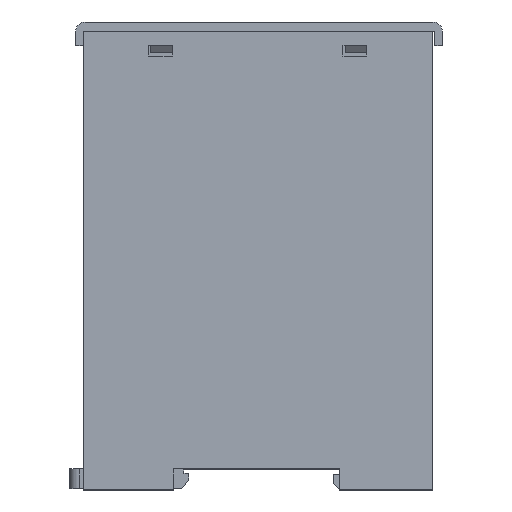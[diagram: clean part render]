
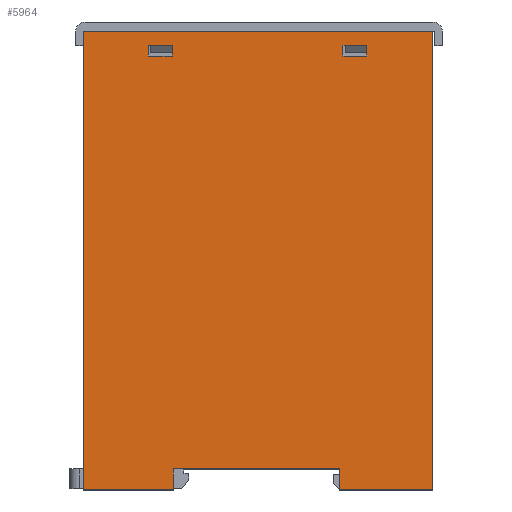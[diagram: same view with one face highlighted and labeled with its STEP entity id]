
A CAD part, top view. The second image highlights one B-rep face of the part: STEP entity #5964.
In plain terms, the highlighted face is planar.
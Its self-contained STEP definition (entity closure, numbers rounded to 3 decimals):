
#66 = LINE ( 'NONE', #8080, #11100 ) ;
#193 = VECTOR ( 'NONE', #9087, 1000. ) ;
#318 = CARTESIAN_POINT ( 'NONE',  ( -41.6, 13., 18.4 ) ) ;
#454 = VECTOR ( 'NONE', #4824, 1000. ) ;
#560 = FACE_OUTER_BOUND ( 'NONE', #11241, .T. ) ;
#681 = CARTESIAN_POINT ( 'NONE',  ( 51.4, 13., 18.2 ) ) ;
#727 = CARTESIAN_POINT ( 'NONE',  ( -46.9, 13., 37.5 ) ) ;
#943 = VECTOR ( 'NONE', #4129, 1000. ) ;
#1009 = ORIENTED_EDGE ( 'NONE', *, *, #11272, .T. ) ;
#1057 = VERTEX_POINT ( 'NONE', #5340 ) ;
#1129 = VECTOR ( 'NONE', #3001, 1000. ) ;
#1294 = LINE ( 'NONE', #1996, #6169 ) ;
#1464 = VECTOR ( 'NONE', #7786, 1000. ) ;
#1513 = ORIENTED_EDGE ( 'NONE', *, *, #9763, .T. ) ;
#1644 = CARTESIAN_POINT ( 'NONE',  ( 51.4, 13., -17.5 ) ) ;
#1726 = DIRECTION ( 'NONE',  ( 0., 0., 1. ) ) ;
#1756 = CARTESIAN_POINT ( 'NONE',  ( 51.4, 13., 37.5 ) ) ;
#1818 = ORIENTED_EDGE ( 'NONE', *, *, #7629, .T. ) ;
#1826 = DIRECTION ( 'NONE',  ( 0., 0., -1. ) ) ;
#1848 = VECTOR ( 'NONE', #4495, 1000. ) ;
#1850 = DIRECTION ( 'NONE',  ( 0., 0., 1. ) ) ;
#1857 = LINE ( 'NONE', #8046, #5248 ) ;
#1865 = EDGE_LOOP ( 'NONE', ( #5873, #6961, #10076, #8078 ) ) ;
#1996 = CARTESIAN_POINT ( 'NONE',  ( 0., 13., -23.3 ) ) ;
#2005 = EDGE_CURVE ( 'NONE', #3649, #11254, #11611, .T. ) ;
#2018 = VECTOR ( 'NONE', #1726, 1000. ) ;
#2060 = EDGE_CURVE ( 'NONE', #6763, #8764, #3380, .T. ) ;
#2175 = VECTOR ( 'NONE', #1850, 1000. ) ;
#2186 = CARTESIAN_POINT ( 'NONE',  ( -41.6, 13., 0. ) ) ;
#2229 = VERTEX_POINT ( 'NONE', #3527 ) ;
#2261 = EDGE_LOOP ( 'NONE', ( #1818, #5376, #11343, #1009 ) ) ;
#2343 = CARTESIAN_POINT ( 'NONE',  ( -46.9, 13., -37.5 ) ) ;
#2625 = VECTOR ( 'NONE', #10735, 1000. ) ;
#2630 = DIRECTION ( 'NONE',  ( 1., 0., 0. ) ) ;
#2661 = EDGE_CURVE ( 'NONE', #3259, #3169, #1857, .T. ) ;
#3001 = DIRECTION ( 'NONE',  ( 0., 0., -1. ) ) ;
#3169 = VERTEX_POINT ( 'NONE', #318 ) ;
#3259 = VERTEX_POINT ( 'NONE', #10847 ) ;
#3274 = CARTESIAN_POINT ( 'NONE',  ( -41.6, 13., -18.2 ) ) ;
#3380 = LINE ( 'NONE', #4324, #7309 ) ;
#3415 = VERTEX_POINT ( 'NONE', #8932 ) ;
#3477 = CARTESIAN_POINT ( 'NONE',  ( -46.9, 13., 37.5 ) ) ;
#3527 = CARTESIAN_POINT ( 'NONE',  ( -46.9, 13., -37.5 ) ) ;
#3604 = CARTESIAN_POINT ( 'NONE',  ( -43.9, 13., 23.5 ) ) ;
#3649 = VERTEX_POINT ( 'NONE', #3274 ) ;
#4129 = DIRECTION ( 'NONE',  ( 0., 0., 1. ) ) ;
#4157 = DIRECTION ( 'NONE',  ( 0., -1., 0. ) ) ;
#4173 = EDGE_CURVE ( 'NONE', #2229, #6155, #7022, .T. ) ;
#4176 = LINE ( 'NONE', #2343, #454 ) ;
#4190 = LINE ( 'NONE', #2186, #943 ) ;
#4294 = AXIS2_PLACEMENT_3D ( 'NONE', #11109, #4157, #10338 ) ;
#4324 = CARTESIAN_POINT ( 'NONE',  ( 51.4, 13., 18.2 ) ) ;
#4371 = DIRECTION ( 'NONE',  ( 1., 0., 0. ) ) ;
#4396 = CARTESIAN_POINT ( 'NONE',  ( -41.6, 13., 0. ) ) ;
#4428 = VERTEX_POINT ( 'NONE', #3604 ) ;
#4495 = DIRECTION ( 'NONE',  ( -1., 0., 0. ) ) ;
#4524 = EDGE_CURVE ( 'NONE', #11254, #10351, #66, .T. ) ;
#4593 = ORIENTED_EDGE ( 'NONE', *, *, #8394, .T. ) ;
#4824 = DIRECTION ( 'NONE',  ( -1., 0., 0. ) ) ;
#4864 = PLANE ( 'NONE',  #4294 ) ;
#5024 = EDGE_CURVE ( 'NONE', #10351, #1057, #1294, .T. ) ;
#5199 = CARTESIAN_POINT ( 'NONE',  ( 51.4, 13., 37.5 ) ) ;
#5248 = VECTOR ( 'NONE', #2630, 1000. ) ;
#5312 = EDGE_CURVE ( 'NONE', #7069, #10245, #10488, .T. ) ;
#5340 = CARTESIAN_POINT ( 'NONE',  ( -41.6, 13., -23.3 ) ) ;
#5376 = ORIENTED_EDGE ( 'NONE', *, *, #9277, .T. ) ;
#5409 = ORIENTED_EDGE ( 'NONE', *, *, #8499, .T. ) ;
#5795 = LINE ( 'NONE', #10222, #8728 ) ;
#5799 = FACE_BOUND ( 'NONE', #2261, .T. ) ;
#5815 = ORIENTED_EDGE ( 'NONE', *, *, #2060, .T. ) ;
#5844 = VECTOR ( 'NONE', #4371, 1000. ) ;
#5873 = ORIENTED_EDGE ( 'NONE', *, *, #2005, .T. ) ;
#5964 = ADVANCED_FACE ( 'NONE', ( #6811, #5799, #560 ), #4864, .F. ) ;
#6091 = EDGE_CURVE ( 'NONE', #6763, #9083, #11500, .T. ) ;
#6155 = VERTEX_POINT ( 'NONE', #727 ) ;
#6169 = VECTOR ( 'NONE', #9426, 1000. ) ;
#6247 = LINE ( 'NONE', #10659, #6605 ) ;
#6356 = LINE ( 'NONE', #9079, #5844 ) ;
#6523 = ORIENTED_EDGE ( 'NONE', *, *, #5312, .F. ) ;
#6605 = VECTOR ( 'NONE', #1826, 1000. ) ;
#6763 = VERTEX_POINT ( 'NONE', #681 ) ;
#6796 = ORIENTED_EDGE ( 'NONE', *, *, #9842, .F. ) ;
#6811 = FACE_BOUND ( 'NONE', #1865, .T. ) ;
#6961 = ORIENTED_EDGE ( 'NONE', *, *, #4524, .T. ) ;
#7022 = LINE ( 'NONE', #3477, #2625 ) ;
#7069 = VERTEX_POINT ( 'NONE', #9125 ) ;
#7095 = CARTESIAN_POINT ( 'NONE',  ( -43.9, 13., -18.2 ) ) ;
#7200 = DIRECTION ( 'NONE',  ( 0., 0., -1. ) ) ;
#7309 = VECTOR ( 'NONE', #11444, 1000. ) ;
#7461 = CARTESIAN_POINT ( 'NONE',  ( 46.9, 13., 18.2 ) ) ;
#7476 = EDGE_CURVE ( 'NONE', #1057, #3649, #4190, .T. ) ;
#7505 = CARTESIAN_POINT ( 'NONE',  ( 0., 13., 23.5 ) ) ;
#7629 = EDGE_CURVE ( 'NONE', #3415, #4428, #8327, .T. ) ;
#7786 = DIRECTION ( 'NONE',  ( -1., 0., 0. ) ) ;
#8046 = CARTESIAN_POINT ( 'NONE',  ( 0., 13., 18.4 ) ) ;
#8078 = ORIENTED_EDGE ( 'NONE', *, *, #7476, .T. ) ;
#8080 = CARTESIAN_POINT ( 'NONE',  ( -43.9, 13., 0. ) ) ;
#8327 = LINE ( 'NONE', #7505, #193 ) ;
#8394 = EDGE_CURVE ( 'NONE', #6155, #9083, #6356, .T. ) ;
#8499 = EDGE_CURVE ( 'NONE', #8764, #10245, #6247, .T. ) ;
#8571 = DIRECTION ( 'NONE',  ( 0., 0., 1. ) ) ;
#8728 = VECTOR ( 'NONE', #8571, 1000. ) ;
#8764 = VERTEX_POINT ( 'NONE', #7461 ) ;
#8922 = ORIENTED_EDGE ( 'NONE', *, *, #6091, .F. ) ;
#8932 = CARTESIAN_POINT ( 'NONE',  ( -41.6, 13., 23.5 ) ) ;
#9079 = CARTESIAN_POINT ( 'NONE',  ( -46.9, 13., 37.5 ) ) ;
#9083 = VERTEX_POINT ( 'NONE', #1756 ) ;
#9087 = DIRECTION ( 'NONE',  ( -1., 0., 0. ) ) ;
#9125 = CARTESIAN_POINT ( 'NONE',  ( 51.4, 13., -17.5 ) ) ;
#9144 = CARTESIAN_POINT ( 'NONE',  ( 51.4, 13., -37.5 ) ) ;
#9277 = EDGE_CURVE ( 'NONE', #4428, #3259, #11065, .T. ) ;
#9310 = CARTESIAN_POINT ( 'NONE',  ( -43.9, 13., 0. ) ) ;
#9426 = DIRECTION ( 'NONE',  ( 1., 0., 0. ) ) ;
#9763 = EDGE_CURVE ( 'NONE', #10230, #2229, #4176, .T. ) ;
#9842 = EDGE_CURVE ( 'NONE', #10230, #7069, #5795, .T. ) ;
#9848 = CARTESIAN_POINT ( 'NONE',  ( 0., 13., -18.2 ) ) ;
#10076 = ORIENTED_EDGE ( 'NONE', *, *, #5024, .T. ) ;
#10222 = CARTESIAN_POINT ( 'NONE',  ( 51.4, 13., -37.5 ) ) ;
#10230 = VERTEX_POINT ( 'NONE', #9144 ) ;
#10245 = VERTEX_POINT ( 'NONE', #10961 ) ;
#10246 = ORIENTED_EDGE ( 'NONE', *, *, #4173, .T. ) ;
#10338 = DIRECTION ( 'NONE',  ( 0., 0., -1. ) ) ;
#10351 = VERTEX_POINT ( 'NONE', #10385 ) ;
#10385 = CARTESIAN_POINT ( 'NONE',  ( -43.9, 13., -23.3 ) ) ;
#10488 = LINE ( 'NONE', #1644, #1464 ) ;
#10659 = CARTESIAN_POINT ( 'NONE',  ( 46.9, 13., 37.5 ) ) ;
#10735 = DIRECTION ( 'NONE',  ( 0., 0., 1. ) ) ;
#10752 = LINE ( 'NONE', #4396, #2175 ) ;
#10847 = CARTESIAN_POINT ( 'NONE',  ( -43.9, 13., 18.4 ) ) ;
#10961 = CARTESIAN_POINT ( 'NONE',  ( 46.9, 13., -17.5 ) ) ;
#11065 = LINE ( 'NONE', #9310, #1129 ) ;
#11100 = VECTOR ( 'NONE', #7200, 1000. ) ;
#11109 = CARTESIAN_POINT ( 'NONE',  ( 0., 13., 0. ) ) ;
#11241 = EDGE_LOOP ( 'NONE', ( #4593, #8922, #5815, #5409, #6523, #6796, #1513, #10246 ) ) ;
#11254 = VERTEX_POINT ( 'NONE', #7095 ) ;
#11272 = EDGE_CURVE ( 'NONE', #3169, #3415, #10752, .T. ) ;
#11343 = ORIENTED_EDGE ( 'NONE', *, *, #2661, .T. ) ;
#11444 = DIRECTION ( 'NONE',  ( -1., 0., 0. ) ) ;
#11500 = LINE ( 'NONE', #5199, #2018 ) ;
#11611 = LINE ( 'NONE', #9848, #1848 ) ;
